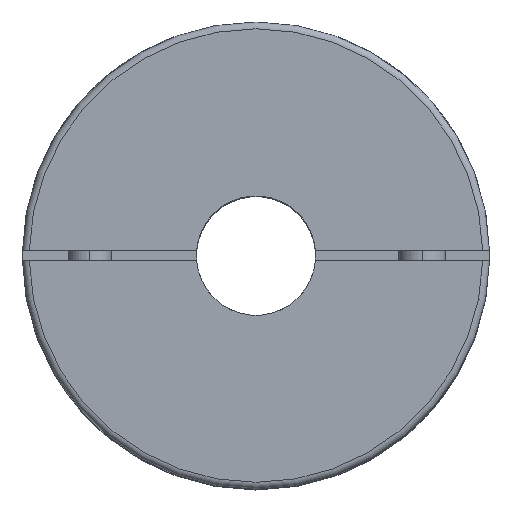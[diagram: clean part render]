
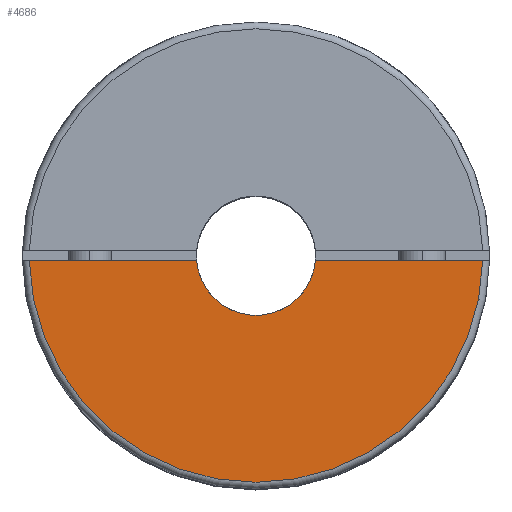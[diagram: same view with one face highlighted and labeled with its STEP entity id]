
A CAD part, top view. The second image highlights one B-rep face of the part: STEP entity #4686.
In plain terms, the highlighted planar face has unit normal (0, 0, 1).
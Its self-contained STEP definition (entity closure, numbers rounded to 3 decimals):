
#143 = EDGE_CURVE ( 'NONE', #1007, #2952, #2194, .T. ) ;
#244 = DIRECTION ( 'NONE',  ( 0., 0., -1. ) ) ;
#291 = ORIENTED_EDGE ( 'NONE', *, *, #4137, .F. ) ;
#443 = DIRECTION ( 'NONE',  ( 1., 0., 0. ) ) ;
#773 = AXIS2_PLACEMENT_3D ( 'NONE', #1747, #4323, #443 ) ;
#816 = FACE_OUTER_BOUND ( 'NONE', #3152, .T. ) ;
#825 = DIRECTION ( 'NONE',  ( 1., 0., 0. ) ) ;
#878 = VECTOR ( 'NONE', #4367, 1000. ) ;
#1005 = DIRECTION ( 'NONE',  ( -1., 0., 0. ) ) ;
#1007 = VERTEX_POINT ( 'NONE', #4874 ) ;
#1589 = AXIS2_PLACEMENT_3D ( 'NONE', #2269, #4457, #1005 ) ;
#1630 = LINE ( 'NONE', #4651, #878 ) ;
#1747 = CARTESIAN_POINT ( 'NONE',  ( 0., 26.6, 0. ) ) ;
#2104 = VERTEX_POINT ( 'NONE', #5221 ) ;
#2194 = CIRCLE ( 'NONE', #4289, 7. ) ;
#2269 = CARTESIAN_POINT ( 'NONE',  ( 0., 0., 0. ) ) ;
#2546 = PLANE ( 'NONE',  #773 ) ;
#2751 = CARTESIAN_POINT ( 'NONE',  ( -6.974, -0.6, 0. ) ) ;
#2834 = ORIENTED_EDGE ( 'NONE', *, *, #3223, .F. ) ;
#2858 = CARTESIAN_POINT ( 'NONE',  ( 0., 0., 0. ) ) ;
#2952 = VERTEX_POINT ( 'NONE', #2751 ) ;
#2979 = LINE ( 'NONE', #4694, #4650 ) ;
#3152 = EDGE_LOOP ( 'NONE', ( #2834, #5523, #291, #3819 ) ) ;
#3223 = EDGE_CURVE ( 'NONE', #4871, #2952, #1630, .T. ) ;
#3349 = EDGE_CURVE ( 'NONE', #2104, #4871, #3577, .T. ) ;
#3577 = CIRCLE ( 'NONE', #1589, 26.6 ) ;
#3819 = ORIENTED_EDGE ( 'NONE', *, *, #143, .T. ) ;
#4137 = EDGE_CURVE ( 'NONE', #1007, #2104, #2979, .T. ) ;
#4289 = AXIS2_PLACEMENT_3D ( 'NONE', #2858, #244, #4498 ) ;
#4323 = DIRECTION ( 'NONE',  ( 0., 0., 1. ) ) ;
#4367 = DIRECTION ( 'NONE',  ( 1., 0., 0. ) ) ;
#4457 = DIRECTION ( 'NONE',  ( 0., 0., -1. ) ) ;
#4498 = DIRECTION ( 'NONE',  ( -1., 0., 0. ) ) ;
#4650 = VECTOR ( 'NONE', #825, 1000. ) ;
#4651 = CARTESIAN_POINT ( 'NONE',  ( -27.4, -0.6, 0. ) ) ;
#4686 = ADVANCED_FACE ( 'NONE', ( #816 ), #2546, .T. ) ;
#4694 = CARTESIAN_POINT ( 'NONE',  ( -27.4, -0.6, 0. ) ) ;
#4871 = VERTEX_POINT ( 'NONE', #5420 ) ;
#4874 = CARTESIAN_POINT ( 'NONE',  ( 6.974, -0.6, 0. ) ) ;
#5221 = CARTESIAN_POINT ( 'NONE',  ( 26.593, -0.6, 0. ) ) ;
#5420 = CARTESIAN_POINT ( 'NONE',  ( -26.593, -0.6, 0. ) ) ;
#5523 = ORIENTED_EDGE ( 'NONE', *, *, #3349, .F. ) ;
